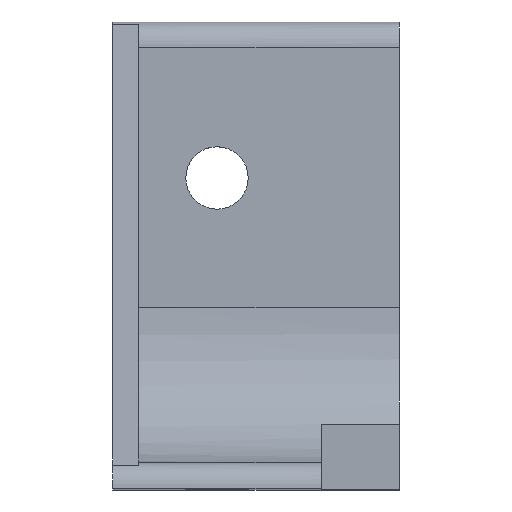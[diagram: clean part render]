
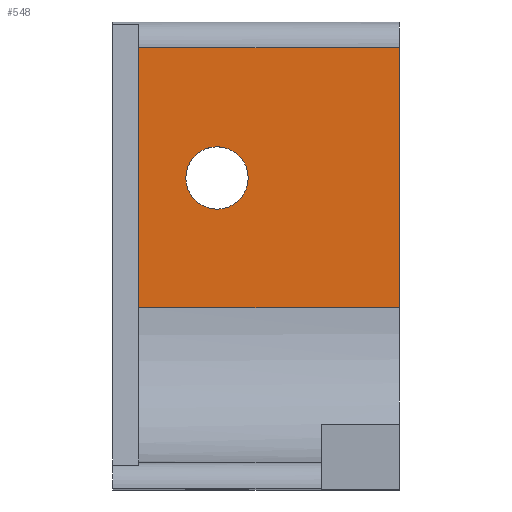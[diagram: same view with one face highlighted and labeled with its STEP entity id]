
A CAD part, top view. The second image highlights one B-rep face of the part: STEP entity #548.
In plain terms, the highlighted planar face has unit normal (0, 0, 1).
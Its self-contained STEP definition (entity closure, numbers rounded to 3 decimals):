
#69=CARTESIAN_POINT('Vertex',(35.,85.,5.)) ;
#72=CARTESIAN_POINT('Line Origine',(35.,60.,5.)) ;
#76=CARTESIAN_POINT('Vertex',(35.,35.,5.)) ;
#336=CARTESIAN_POINT('Vertex',(-15.,35.,5.)) ;
#339=CARTESIAN_POINT('Line Origine',(-15.,60.,5.)) ;
#343=CARTESIAN_POINT('Vertex',(-15.,85.,5.)) ;
#477=CARTESIAN_POINT('Vertex',(5.265,57.123,5.)) ;
#491=CARTESIAN_POINT('Vertex',(-5.265,62.877,5.)) ;
#494=CARTESIAN_POINT('Axis2P3D Location',(0.,60.,5.)) ;
#511=CARTESIAN_POINT('Axis2P3D Location',(0.,60.,5.)) ;
#523=CARTESIAN_POINT('Axis2P3D Location',(0.,90.,5.)) ;
#528=CARTESIAN_POINT('Line Origine',(10.,85.,5.)) ;
#533=CARTESIAN_POINT('Line Origine',(10.,35.,5.)) ;
#73=DIRECTION('Vector Direction',(0.,-1.,0.)) ;
#340=DIRECTION('Vector Direction',(0.,-1.,0.)) ;
#495=DIRECTION('Axis2P3D Direction',(0.,-0.,-1.)) ;
#512=DIRECTION('Axis2P3D Direction',(0.,-0.,-1.)) ;
#524=DIRECTION('Axis2P3D Direction',(-0.,0.,1.)) ;
#525=DIRECTION('Axis2P3D XDirection',(0.,-1.,0.)) ;
#529=DIRECTION('Vector Direction',(1.,0.,0.)) ;
#534=DIRECTION('Vector Direction',(1.,0.,0.)) ;
#496=AXIS2_PLACEMENT_3D('Circle Axis2P3D',#494,#495,$) ;
#513=AXIS2_PLACEMENT_3D('Circle Axis2P3D',#511,#512,$) ;
#526=AXIS2_PLACEMENT_3D('Plane Axis2P3D',#523,#524,#525) ;
#539=ORIENTED_EDGE('',*,*,#532,.F.) ;
#540=ORIENTED_EDGE('',*,*,#345,.T.) ;
#541=ORIENTED_EDGE('',*,*,#537,.F.) ;
#542=ORIENTED_EDGE('',*,*,#78,.F.) ;
#545=ORIENTED_EDGE('',*,*,#515,.F.) ;
#546=ORIENTED_EDGE('',*,*,#498,.F.) ;
#547=FACE_BOUND('',#544,.T.) ;
#74=VECTOR('Line Direction',#73,1.) ;
#341=VECTOR('Line Direction',#340,1.) ;
#530=VECTOR('Line Direction',#529,1.) ;
#535=VECTOR('Line Direction',#534,1.) ;
#548=ADVANCED_FACE('Corps principal',(#543,#547),#527,.T.) ;
#497=CIRCLE('generated circle',#496,6.) ;
#514=CIRCLE('generated circle',#513,6.) ;
#78=EDGE_CURVE('',#70,#77,#75,.T.) ;
#345=EDGE_CURVE('',#344,#337,#342,.T.) ;
#498=EDGE_CURVE('',#492,#478,#497,.F.) ;
#515=EDGE_CURVE('',#478,#492,#514,.F.) ;
#532=EDGE_CURVE('',#344,#70,#531,.T.) ;
#537=EDGE_CURVE('',#77,#337,#536,.F.) ;
#538=EDGE_LOOP('',(#539,#540,#541,#542)) ;
#544=EDGE_LOOP('',(#545,#546)) ;
#543=FACE_OUTER_BOUND('',#538,.T.) ;
#75=LINE('Line',#72,#74) ;
#342=LINE('Line',#339,#341) ;
#531=LINE('Line',#528,#530) ;
#536=LINE('Line',#533,#535) ;
#527=PLANE('',#526) ;
#70=VERTEX_POINT('',#69) ;
#77=VERTEX_POINT('',#76) ;
#337=VERTEX_POINT('',#336) ;
#344=VERTEX_POINT('',#343) ;
#478=VERTEX_POINT('',#477) ;
#492=VERTEX_POINT('',#491) ;
